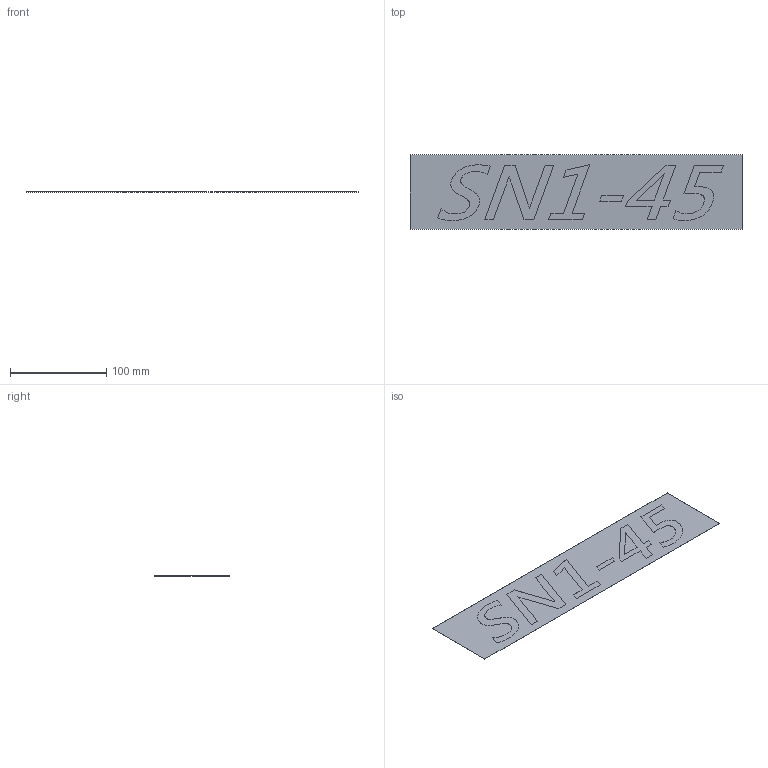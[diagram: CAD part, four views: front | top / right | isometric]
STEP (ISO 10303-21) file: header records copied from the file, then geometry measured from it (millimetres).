
FILE_DESCRIPTION (( 'STEP AP203' ), '1' );
FILE_NAME ('342N52-型式貼紙.STEP', '2023-10-02T08:47:39', ( '' ), ( '' ), 'SwSTEP 2.0', 'SolidWorks 2018', '' );
FILE_SCHEMA (( 'CONFIG_CONTROL_DESIGN' ));
Length unit declared in the file: millimetre
Products named in the file (1): 342N52-型式貼紙
Bounding box: 345 x 77.4 x 0.1 mm (x, y, z)
Volume: 2564 mm3; surface area: 53519.1 mm2
Topology: 1 solids, 1 shells, 88 faces, 237 edges, 158 vertices
Faces by surface type: plane 62, bspline 26
Entity records: 3942 total; most frequent: CARTESIAN_POINT 1830, ORIENTED_EDGE 474, DIRECTION 311, EDGE_CURVE 237, VECTOR 185, LINE 185, VERTEX_POINT 158, EDGE_LOOP 95
